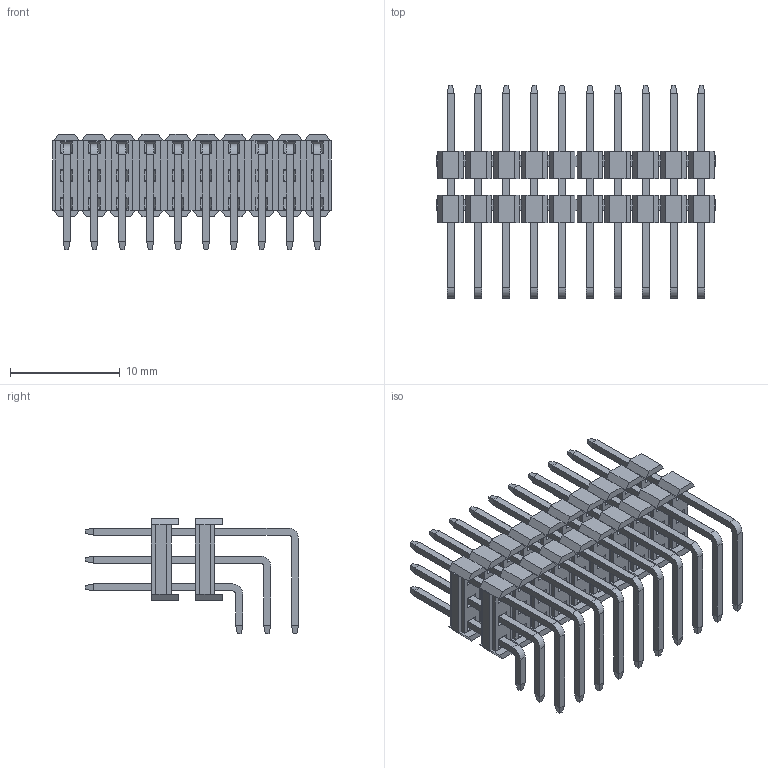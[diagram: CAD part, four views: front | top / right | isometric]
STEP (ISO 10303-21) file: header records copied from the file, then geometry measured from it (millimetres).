
FILE_DESCRIPTION( ('This file contains a STEP AP42 implementation' ,'as created by ZW3D STEP Interface translator.') ,'2;1' );
FILE_NAME( '1125-23XXXXRXXXXXXX(側醱俔肮砃).stp' ,'23 331.161040', (''), ('ZWCAD Software Co.'), 'Version 1.0', 'ZW3D to STEP translator', '' );
FILE_SCHEMA(('AUTOMOTIVE_DESIGN { 1 0 10303 214 1 1 1 1 }'));
Length unit declared in the file: millimetre
Products named in the file (2): 0; 1125-2320XXR179XXXX(側醱俔肮砃)
Bounding box: 25.4 x 19.42 x 10.5 mm (x, y, z)
Volume: 858.8 mm3; surface area: 3307.1 mm2
Topology: 32 solids, 32 shells, 1512 faces, 3704 edges, 2256 vertices
Faces by surface type: plane 1452, cylinder 60
Entity records: 44515 total; most frequent: CARTESIAN_POINT 7473, ORIENTED_EDGE 7408, DIRECTION 6850, EDGE_CURVE 3704, VECTOR 3584, LINE 3584, VERTEX_POINT 2256, AXIS2_PLACEMENT_3D 1633
